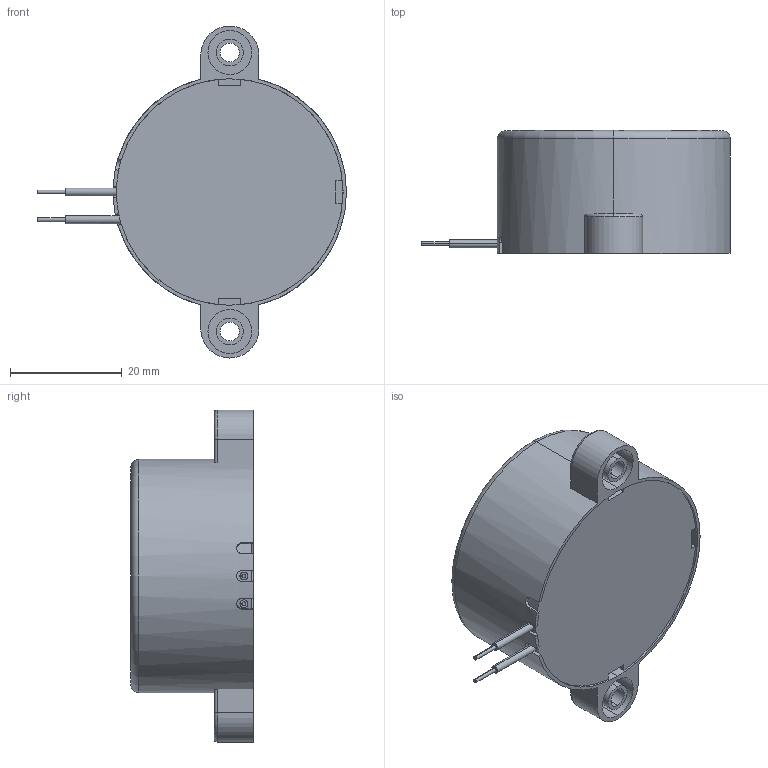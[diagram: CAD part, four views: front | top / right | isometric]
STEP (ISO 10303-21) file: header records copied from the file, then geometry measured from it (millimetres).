
FILE_DESCRIPTION (( 'STEP AP214' ), '1' );
FILE_NAME ('CUI_DEVICES_CPE-420.step', '2019-10-20T21:22:14', ( '' ), ( '' ), 'SwSTEP 2.0', 'SolidWorks 2019', '' );
FILE_SCHEMA (( 'AUTOMOTIVE_DESIGN' ));
Length unit declared in the file: inch
Products named in the file (1): CUI_DEVICES_CPE-420
Bounding box: 55.35 x 22 x 59.5 mm (x, y, z)
Volume: 30226.6 mm3; surface area: 6946.7 mm2
Topology: 1 solids, 1 shells, 103 faces, 246 edges, 160 vertices
Faces by surface type: cylinder 54, plane 44, torus 5
Entity records: 4522 total; most frequent: CARTESIAN_POINT 656, DIRECTION 553, ORIENTED_EDGE 492, EDGE_CURVE 246, AXIS2_PLACEMENT_3D 217, VERTEX_POINT 160, EDGE_LOOP 122, VECTOR 119
